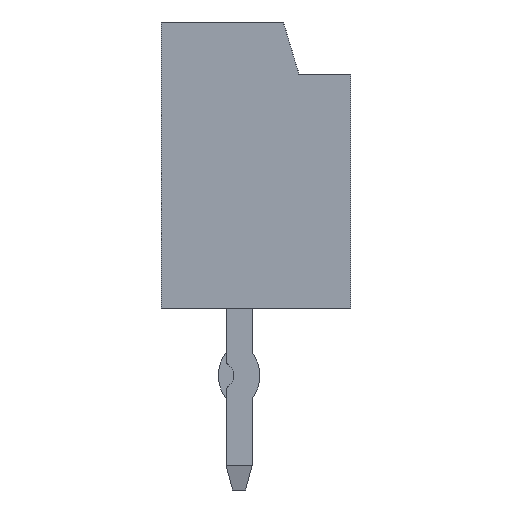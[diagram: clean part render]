
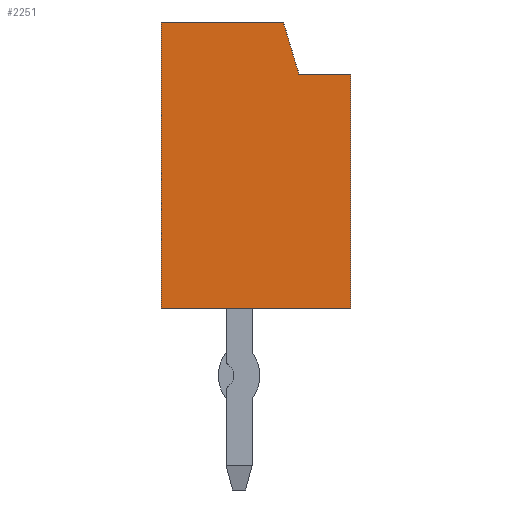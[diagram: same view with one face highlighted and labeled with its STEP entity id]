
A CAD part, left-side view. The second image highlights one B-rep face of the part: STEP entity #2251.
In plain terms, the highlighted planar face has unit normal (-1, 0, 0).
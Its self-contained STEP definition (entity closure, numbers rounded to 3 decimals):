
#48 = VERTEX_POINT('',#49);
#49 = CARTESIAN_POINT('',(-2.,1.525,5.56));
#55 = EDGE_CURVE('',#48,#56,#58,.T.);
#56 = VERTEX_POINT('',#57);
#57 = CARTESIAN_POINT('',(-2.,1.525,0.06));
#58 = LINE('',#59,#60);
#59 = CARTESIAN_POINT('',(-2.,1.525,5.56));
#60 = VECTOR('',#61,1.);
#61 = DIRECTION('',(0.,0.,-1.));
#870 = VERTEX_POINT('',#871);
#871 = CARTESIAN_POINT('',(-2.,-1.125,4.56));
#877 = EDGE_CURVE('',#870,#878,#880,.T.);
#878 = VERTEX_POINT('',#879);
#879 = CARTESIAN_POINT('',(-2.,-0.825,5.56));
#880 = LINE('',#881,#882);
#881 = CARTESIAN_POINT('',(-2.,-1.125,4.56));
#882 = VECTOR('',#883,1.);
#883 = DIRECTION('',(0.,0.287,0.958));
#948 = VERTEX_POINT('',#949);
#949 = CARTESIAN_POINT('',(-2.,-2.125,4.56));
#955 = EDGE_CURVE('',#948,#870,#956,.T.);
#956 = LINE('',#957,#958);
#957 = CARTESIAN_POINT('',(-2.,-2.125,4.56));
#958 = VECTOR('',#959,1.);
#959 = DIRECTION('',(0.,1.,0.));
#1125 = VERTEX_POINT('',#1126);
#1126 = CARTESIAN_POINT('',(-2.,-2.125,0.06));
#1132 = EDGE_CURVE('',#948,#1125,#1133,.T.);
#1133 = LINE('',#1134,#1135);
#1134 = CARTESIAN_POINT('',(-2.,-2.125,4.56));
#1135 = VECTOR('',#1136,1.);
#1136 = DIRECTION('',(0.,0.,-1.));
#1336 = EDGE_CURVE('',#56,#1125,#1337,.T.);
#1337 = LINE('',#1338,#1339);
#1338 = CARTESIAN_POINT('',(-2.,1.525,0.06));
#1339 = VECTOR('',#1340,1.);
#1340 = DIRECTION('',(0.,-1.,0.));
#2251 = ADVANCED_FACE('',(#2252),#2265,.T.);
#2252 = FACE_BOUND('',#2253,.F.);
#2253 = EDGE_LOOP('',(#2254,#2255,#2256,#2257,#2258,#2264));
#2254 = ORIENTED_EDGE('',*,*,#955,.F.);
#2255 = ORIENTED_EDGE('',*,*,#1132,.T.);
#2256 = ORIENTED_EDGE('',*,*,#1336,.F.);
#2257 = ORIENTED_EDGE('',*,*,#55,.F.);
#2258 = ORIENTED_EDGE('',*,*,#2259,.T.);
#2259 = EDGE_CURVE('',#48,#878,#2260,.T.);
#2260 = LINE('',#2261,#2262);
#2261 = CARTESIAN_POINT('',(-2.,1.525,5.56));
#2262 = VECTOR('',#2263,1.);
#2263 = DIRECTION('',(0.,-1.,0.));
#2264 = ORIENTED_EDGE('',*,*,#877,.F.);
#2265 = PLANE('',#2266);
#2266 = AXIS2_PLACEMENT_3D('',#2267,#2268,#2269);
#2267 = CARTESIAN_POINT('',(-2.,1.525,5.56));
#2268 = DIRECTION('',(-1.,0.,0.));
#2269 = DIRECTION('',(0.,0.,-1.));
